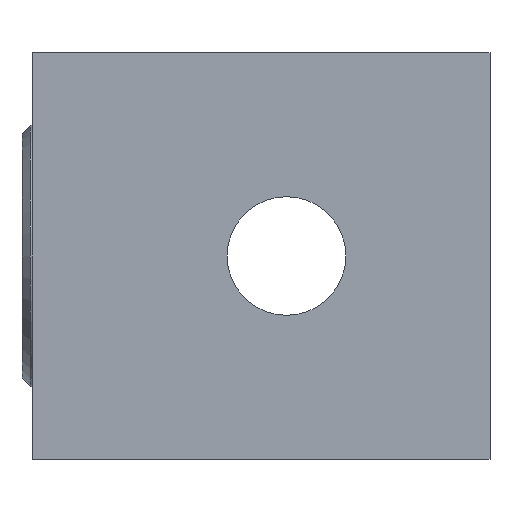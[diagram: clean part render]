
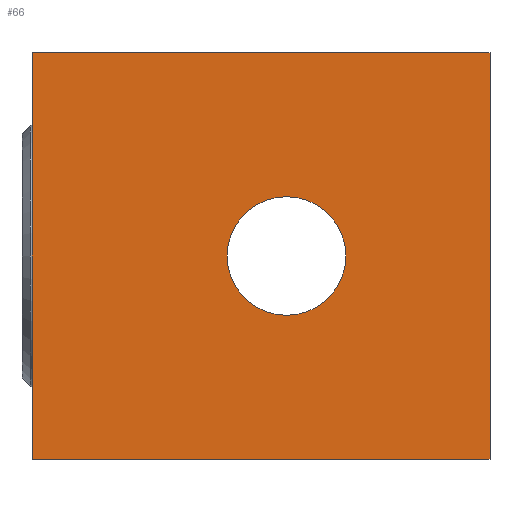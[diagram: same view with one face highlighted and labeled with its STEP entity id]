
A CAD part, front view. The second image highlights one B-rep face of the part: STEP entity #66.
In plain terms, the highlighted planar face has unit normal (0, -1, 0).
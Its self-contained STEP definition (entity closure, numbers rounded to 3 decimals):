
#66 = ADVANCED_FACE( '', ( #146, #147 ), #148, .F. );
#146 = FACE_BOUND( '', #242, .T. );
#147 = FACE_OUTER_BOUND( '', #243, .T. );
#148 = PLANE( '', #244 );
#242 = EDGE_LOOP( '', ( #365 ) );
#243 = EDGE_LOOP( '', ( #366, #367, #368, #369 ) );
#244 = AXIS2_PLACEMENT_3D( '', #370, #371, #372 );
#365 = ORIENTED_EDGE( '', *, *, #511, .T. );
#366 = ORIENTED_EDGE( '', *, *, #506, .T. );
#367 = ORIENTED_EDGE( '', *, *, #512, .F. );
#368 = ORIENTED_EDGE( '', *, *, #513, .F. );
#369 = ORIENTED_EDGE( '', *, *, #514, .T. );
#370 = CARTESIAN_POINT( '', ( 27., 0., 12. ) );
#371 = DIRECTION( '', ( 0., 1., 0. ) );
#372 = DIRECTION( '', ( 0., 0., 1. ) );
#506 = EDGE_CURVE( '', #590, #588, #591, .T. );
#511 = EDGE_CURVE( '', #597, #597, #598, .T. );
#512 = EDGE_CURVE( '', #599, #588, #600, .T. );
#513 = EDGE_CURVE( '', #601, #599, #602, .T. );
#514 = EDGE_CURVE( '', #601, #590, #603, .T. );
#588 = VERTEX_POINT( '', #695 );
#590 = VERTEX_POINT( '', #698 );
#591 = LINE( '', #699, #700 );
#597 = VERTEX_POINT( '', #707 );
#598 = CIRCLE( '', #708, 3.5 );
#599 = VERTEX_POINT( '', #709 );
#600 = LINE( '', #710, #711 );
#601 = VERTEX_POINT( '', #712 );
#602 = LINE( '', #713, #714 );
#603 = LINE( '', #715, #716 );
#695 = CARTESIAN_POINT( '', ( 0., 0., -12. ) );
#698 = CARTESIAN_POINT( '', ( 0., 0., 12. ) );
#699 = CARTESIAN_POINT( '', ( 0., 0., 12. ) );
#700 = VECTOR( '', #804, 1000. );
#707 = CARTESIAN_POINT( '', ( 18.5, 0., 0. ) );
#708 = AXIS2_PLACEMENT_3D( '', #809, #810, #811 );
#709 = CARTESIAN_POINT( '', ( 27., 0., -12. ) );
#710 = CARTESIAN_POINT( '', ( 27., 0., -12. ) );
#711 = VECTOR( '', #812, 1000. );
#712 = CARTESIAN_POINT( '', ( 27., 0., 12. ) );
#713 = CARTESIAN_POINT( '', ( 27., 0., 12. ) );
#714 = VECTOR( '', #813, 1000. );
#715 = CARTESIAN_POINT( '', ( 27., 0., 12. ) );
#716 = VECTOR( '', #814, 1000. );
#804 = DIRECTION( '', ( 0., 0., -1. ) );
#809 = CARTESIAN_POINT( '', ( 15., 0., 0. ) );
#810 = DIRECTION( '', ( 0., 1., 0. ) );
#811 = DIRECTION( '', ( 1., 0., 0. ) );
#812 = DIRECTION( '', ( -1., 0., 0. ) );
#813 = DIRECTION( '', ( 0., 0., -1. ) );
#814 = DIRECTION( '', ( -1., 0., 0. ) );
